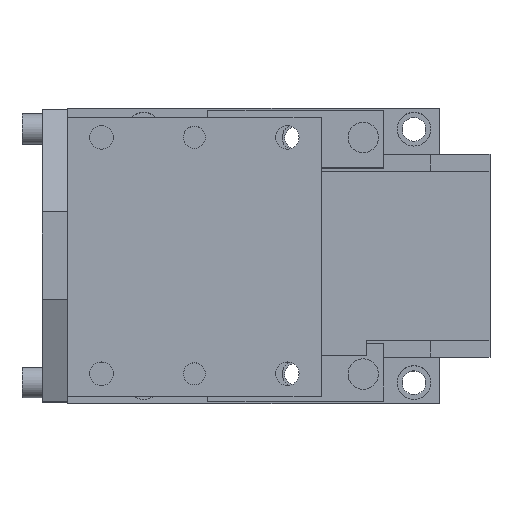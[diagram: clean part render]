
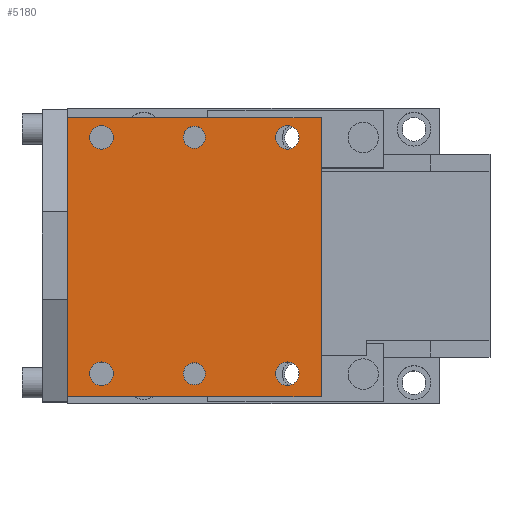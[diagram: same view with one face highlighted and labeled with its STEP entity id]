
A CAD part, top view. The second image highlights one B-rep face of the part: STEP entity #5180.
In plain terms, the highlighted planar face has unit normal (0, 0, 1).
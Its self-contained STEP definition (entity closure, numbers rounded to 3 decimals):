
#4422=CARTESIAN_POINT('Vertex',(150.,81.5,200.)) ;
#4425=CARTESIAN_POINT('Line Origine',(150.,-1.,200.)) ;
#4429=CARTESIAN_POINT('Vertex',(150.,-83.5,200.)) ;
#4867=CARTESIAN_POINT('Vertex',(0.,-83.5,200.)) ;
#4870=CARTESIAN_POINT('Line Origine',(0.,-1.,200.)) ;
#4874=CARTESIAN_POINT('Vertex',(0.,81.5,200.)) ;
#5044=CARTESIAN_POINT('Line Origine',(75.,81.5,200.)) ;
#5056=CARTESIAN_POINT('Axis2P3D Location',(0.,-83.5,200.)) ;
#5061=CARTESIAN_POINT('Line Origine',(75.,-83.5,200.)) ;
#5072=CARTESIAN_POINT('Axis2P3D Location',(20.,70.,200.)) ;
#5076=CARTESIAN_POINT('Vertex',(13.,70.,200.)) ;
#5078=CARTESIAN_POINT('Vertex',(27.,70.,200.)) ;
#5081=CARTESIAN_POINT('Axis2P3D Location',(20.,70.,200.)) ;
#5090=CARTESIAN_POINT('Axis2P3D Location',(75.,70.,200.)) ;
#5094=CARTESIAN_POINT('Vertex',(68.5,70.,200.)) ;
#5096=CARTESIAN_POINT('Vertex',(81.5,70.,200.)) ;
#5099=CARTESIAN_POINT('Axis2P3D Location',(75.,70.,200.)) ;
#5108=CARTESIAN_POINT('Axis2P3D Location',(130.,70.,200.)) ;
#5112=CARTESIAN_POINT('Vertex',(123.,70.,200.)) ;
#5114=CARTESIAN_POINT('Vertex',(137.,70.,200.)) ;
#5117=CARTESIAN_POINT('Axis2P3D Location',(130.,70.,200.)) ;
#5126=CARTESIAN_POINT('Axis2P3D Location',(130.,-70.,200.)) ;
#5130=CARTESIAN_POINT('Vertex',(123.,-70.,200.)) ;
#5132=CARTESIAN_POINT('Vertex',(137.,-70.,200.)) ;
#5135=CARTESIAN_POINT('Axis2P3D Location',(130.,-70.,200.)) ;
#5144=CARTESIAN_POINT('Axis2P3D Location',(75.,-70.,200.)) ;
#5148=CARTESIAN_POINT('Vertex',(68.5,-70.,200.)) ;
#5150=CARTESIAN_POINT('Vertex',(81.5,-70.,200.)) ;
#5153=CARTESIAN_POINT('Axis2P3D Location',(75.,-70.,200.)) ;
#5162=CARTESIAN_POINT('Axis2P3D Location',(20.,-70.,200.)) ;
#5166=CARTESIAN_POINT('Vertex',(13.,-70.,200.)) ;
#5168=CARTESIAN_POINT('Vertex',(27.,-70.,200.)) ;
#5171=CARTESIAN_POINT('Axis2P3D Location',(20.,-70.,200.)) ;
#4426=DIRECTION('Vector Direction',(0.,1.,0.)) ;
#4871=DIRECTION('Vector Direction',(0.,1.,0.)) ;
#5045=DIRECTION('Vector Direction',(1.,0.,0.)) ;
#5057=DIRECTION('Axis2P3D Direction',(0.,0.,-1.)) ;
#5058=DIRECTION('Axis2P3D XDirection',(0.,1.,0.)) ;
#5062=DIRECTION('Vector Direction',(1.,0.,0.)) ;
#5073=DIRECTION('Axis2P3D Direction',(0.,0.,-1.)) ;
#5082=DIRECTION('Axis2P3D Direction',(0.,0.,-1.)) ;
#5091=DIRECTION('Axis2P3D Direction',(0.,0.,-1.)) ;
#5100=DIRECTION('Axis2P3D Direction',(0.,0.,-1.)) ;
#5109=DIRECTION('Axis2P3D Direction',(0.,0.,-1.)) ;
#5118=DIRECTION('Axis2P3D Direction',(0.,0.,-1.)) ;
#5127=DIRECTION('Axis2P3D Direction',(0.,0.,-1.)) ;
#5136=DIRECTION('Axis2P3D Direction',(0.,0.,-1.)) ;
#5145=DIRECTION('Axis2P3D Direction',(0.,0.,-1.)) ;
#5154=DIRECTION('Axis2P3D Direction',(0.,0.,-1.)) ;
#5163=DIRECTION('Axis2P3D Direction',(0.,0.,-1.)) ;
#5172=DIRECTION('Axis2P3D Direction',(0.,0.,-1.)) ;
#5059=AXIS2_PLACEMENT_3D('Plane Axis2P3D',#5056,#5057,#5058) ;
#5074=AXIS2_PLACEMENT_3D('Circle Axis2P3D',#5072,#5073,$) ;
#5083=AXIS2_PLACEMENT_3D('Circle Axis2P3D',#5081,#5082,$) ;
#5092=AXIS2_PLACEMENT_3D('Circle Axis2P3D',#5090,#5091,$) ;
#5101=AXIS2_PLACEMENT_3D('Circle Axis2P3D',#5099,#5100,$) ;
#5110=AXIS2_PLACEMENT_3D('Circle Axis2P3D',#5108,#5109,$) ;
#5119=AXIS2_PLACEMENT_3D('Circle Axis2P3D',#5117,#5118,$) ;
#5128=AXIS2_PLACEMENT_3D('Circle Axis2P3D',#5126,#5127,$) ;
#5137=AXIS2_PLACEMENT_3D('Circle Axis2P3D',#5135,#5136,$) ;
#5146=AXIS2_PLACEMENT_3D('Circle Axis2P3D',#5144,#5145,$) ;
#5155=AXIS2_PLACEMENT_3D('Circle Axis2P3D',#5153,#5154,$) ;
#5164=AXIS2_PLACEMENT_3D('Circle Axis2P3D',#5162,#5163,$) ;
#5173=AXIS2_PLACEMENT_3D('Circle Axis2P3D',#5171,#5172,$) ;
#5067=ORIENTED_EDGE('',*,*,#5048,.F.) ;
#5068=ORIENTED_EDGE('',*,*,#4876,.T.) ;
#5069=ORIENTED_EDGE('',*,*,#5065,.T.) ;
#5070=ORIENTED_EDGE('',*,*,#4431,.F.) ;
#5087=ORIENTED_EDGE('',*,*,#5080,.F.) ;
#5088=ORIENTED_EDGE('',*,*,#5085,.F.) ;
#5105=ORIENTED_EDGE('',*,*,#5098,.F.) ;
#5106=ORIENTED_EDGE('',*,*,#5103,.F.) ;
#5123=ORIENTED_EDGE('',*,*,#5116,.F.) ;
#5124=ORIENTED_EDGE('',*,*,#5121,.F.) ;
#5141=ORIENTED_EDGE('',*,*,#5134,.F.) ;
#5142=ORIENTED_EDGE('',*,*,#5139,.F.) ;
#5159=ORIENTED_EDGE('',*,*,#5152,.F.) ;
#5160=ORIENTED_EDGE('',*,*,#5157,.F.) ;
#5177=ORIENTED_EDGE('',*,*,#5170,.F.) ;
#5178=ORIENTED_EDGE('',*,*,#5175,.F.) ;
#5089=FACE_BOUND('',#5086,.T.) ;
#5107=FACE_BOUND('',#5104,.T.) ;
#5125=FACE_BOUND('',#5122,.T.) ;
#5143=FACE_BOUND('',#5140,.T.) ;
#5161=FACE_BOUND('',#5158,.T.) ;
#5179=FACE_BOUND('',#5176,.T.) ;
#4427=VECTOR('Line Direction',#4426,1.) ;
#4872=VECTOR('Line Direction',#4871,1.) ;
#5046=VECTOR('Line Direction',#5045,1.) ;
#5063=VECTOR('Line Direction',#5062,1.) ;
#5180=ADVANCED_FACE('CAM DRIVER',(#5071,#5089,#5107,#5125,#5143,#5161,#5179),#5060,.F.) ;
#5075=CIRCLE('generated circle',#5074,7.) ;
#5084=CIRCLE('generated circle',#5083,7.) ;
#5093=CIRCLE('generated circle',#5092,6.5) ;
#5102=CIRCLE('generated circle',#5101,6.5) ;
#5111=CIRCLE('generated circle',#5110,7.) ;
#5120=CIRCLE('generated circle',#5119,7.) ;
#5129=CIRCLE('generated circle',#5128,7.) ;
#5138=CIRCLE('generated circle',#5137,7.) ;
#5147=CIRCLE('generated circle',#5146,6.5) ;
#5156=CIRCLE('generated circle',#5155,6.5) ;
#5165=CIRCLE('generated circle',#5164,7.) ;
#5174=CIRCLE('generated circle',#5173,7.) ;
#4431=EDGE_CURVE('',#4423,#4430,#4428,.F.) ;
#4876=EDGE_CURVE('',#4875,#4868,#4873,.F.) ;
#5048=EDGE_CURVE('',#4875,#4423,#5047,.T.) ;
#5065=EDGE_CURVE('',#4868,#4430,#5064,.T.) ;
#5080=EDGE_CURVE('',#5077,#5079,#5075,.F.) ;
#5085=EDGE_CURVE('',#5079,#5077,#5084,.F.) ;
#5098=EDGE_CURVE('',#5095,#5097,#5093,.F.) ;
#5103=EDGE_CURVE('',#5097,#5095,#5102,.F.) ;
#5116=EDGE_CURVE('',#5113,#5115,#5111,.F.) ;
#5121=EDGE_CURVE('',#5115,#5113,#5120,.F.) ;
#5134=EDGE_CURVE('',#5131,#5133,#5129,.F.) ;
#5139=EDGE_CURVE('',#5133,#5131,#5138,.F.) ;
#5152=EDGE_CURVE('',#5149,#5151,#5147,.F.) ;
#5157=EDGE_CURVE('',#5151,#5149,#5156,.F.) ;
#5170=EDGE_CURVE('',#5167,#5169,#5165,.F.) ;
#5175=EDGE_CURVE('',#5169,#5167,#5174,.F.) ;
#5066=EDGE_LOOP('',(#5067,#5068,#5069,#5070)) ;
#5086=EDGE_LOOP('',(#5087,#5088)) ;
#5104=EDGE_LOOP('',(#5105,#5106)) ;
#5122=EDGE_LOOP('',(#5123,#5124)) ;
#5140=EDGE_LOOP('',(#5141,#5142)) ;
#5158=EDGE_LOOP('',(#5159,#5160)) ;
#5176=EDGE_LOOP('',(#5177,#5178)) ;
#5071=FACE_OUTER_BOUND('',#5066,.T.) ;
#4428=LINE('Line',#4425,#4427) ;
#4873=LINE('Line',#4870,#4872) ;
#5047=LINE('Line',#5044,#5046) ;
#5064=LINE('Line',#5061,#5063) ;
#5060=PLANE('Plane',#5059) ;
#4423=VERTEX_POINT('',#4422) ;
#4430=VERTEX_POINT('',#4429) ;
#4868=VERTEX_POINT('',#4867) ;
#4875=VERTEX_POINT('',#4874) ;
#5077=VERTEX_POINT('',#5076) ;
#5079=VERTEX_POINT('',#5078) ;
#5095=VERTEX_POINT('',#5094) ;
#5097=VERTEX_POINT('',#5096) ;
#5113=VERTEX_POINT('',#5112) ;
#5115=VERTEX_POINT('',#5114) ;
#5131=VERTEX_POINT('',#5130) ;
#5133=VERTEX_POINT('',#5132) ;
#5149=VERTEX_POINT('',#5148) ;
#5151=VERTEX_POINT('',#5150) ;
#5167=VERTEX_POINT('',#5166) ;
#5169=VERTEX_POINT('',#5168) ;
